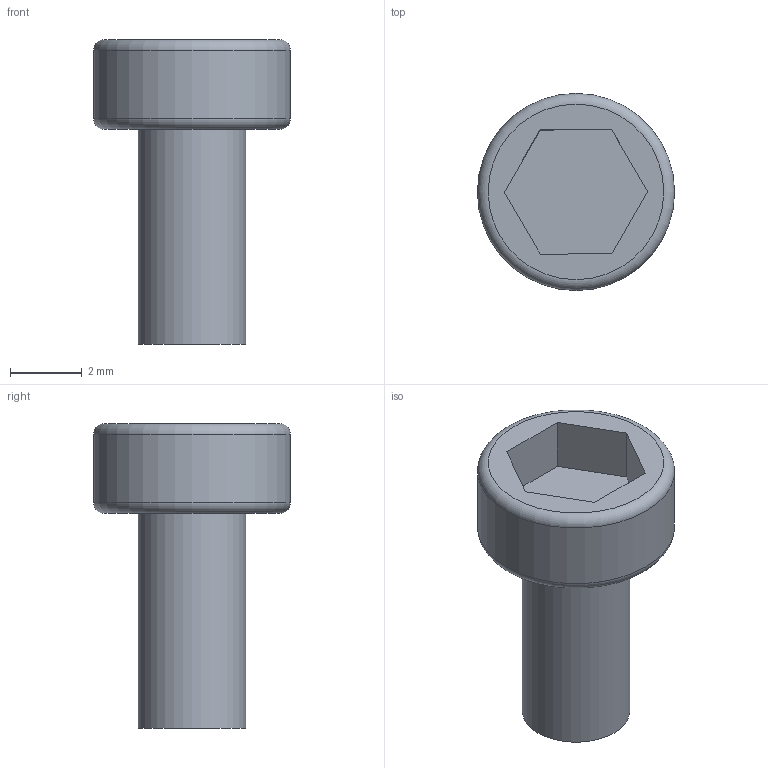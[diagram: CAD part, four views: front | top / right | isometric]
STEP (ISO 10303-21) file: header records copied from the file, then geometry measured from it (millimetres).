
FILE_DESCRIPTION(('FreeCAD Model'),'2;1');
FILE_NAME( 'M3_6mm_Screw.step', '2021-08-15T15:44:36',('Author'),(''), 'Open CASCADE STEP processor 7.3','FreeCAD','Unknown');
FILE_SCHEMA(('AUTOMOTIVE_DESIGN { 1 0 10303 214 1 1 1 1 }'));
Length unit declared in the file: millimetre
Products named in the file (1): M3_6mm
Bounding box: 5.5 x 5.5 x 8.5 mm (x, y, z)
Volume: 85.6 mm3; surface area: 160.7 mm2
Topology: 1 solids, 1 shells, 14 faces, 28 edges, 18 vertices
Faces by surface type: plane 10, cylinder 2, torus 2
Full cylindrical faces by diameter (mm): 3 x1, 5.5 x1
Entity records: 749 total; most frequent: DIRECTION 122, CARTESIAN_POINT 117, LINE 72, VECTOR 72, ORIENTED_EDGE 56, PCURVE 56, DEFINITIONAL_REPRESENTATION 56, EDGE_CURVE 28
